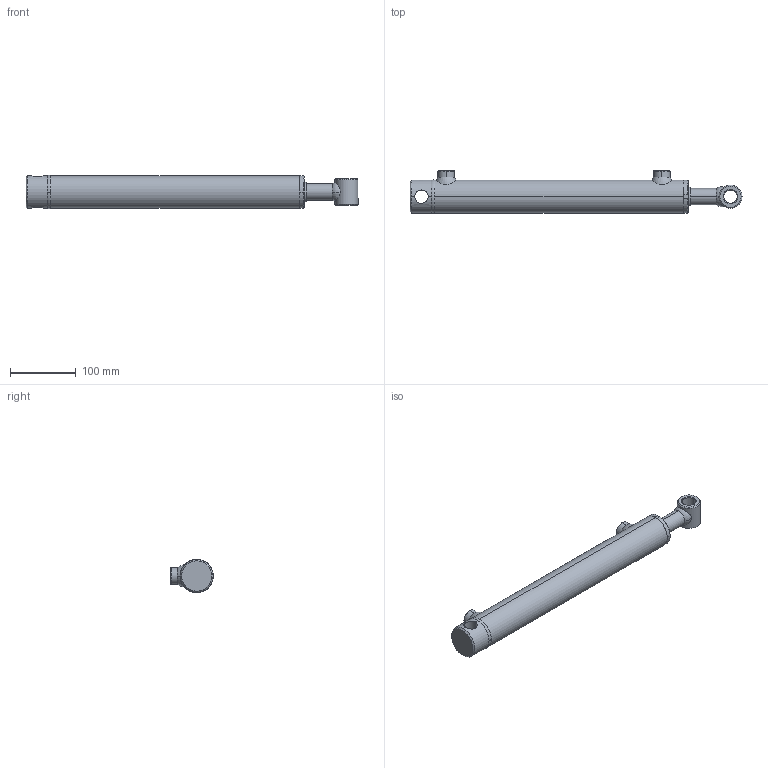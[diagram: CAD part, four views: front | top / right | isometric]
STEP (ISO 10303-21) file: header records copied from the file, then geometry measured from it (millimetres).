
FILE_DESCRIPTION (( 'STEP AP203' ), '1' );
FILE_NAME ('701.3.STEP', '2014-07-25T05:53:45', ( '' ), ( '' ), 'SwSTEP 2.0', 'SolidWorks 2013', '' );
FILE_SCHEMA (( 'CONFIG_CONTROL_DESIGN' ));
Length unit declared in the file: millimetre
Products named in the file (1): 701.3
Bounding box: 505 x 65 x 50.79 mm (x, y, z)
Surface area: 121064.7 mm2 (no closed solid volume)
Topology: 0 solids, 13 shells, 84 faces, 217 edges, 144 vertices
Faces by surface type: cylinder 31, cone 27, plane 14, torus 12
Entity records: 3729 total; most frequent: CARTESIAN_POINT 1586, DIRECTION 466, ORIENTED_EDGE 376, EDGE_CURVE 217, AXIS2_PLACEMENT_3D 200, VERTEX_POINT 144, CIRCLE 115, EDGE_LOOP 102
